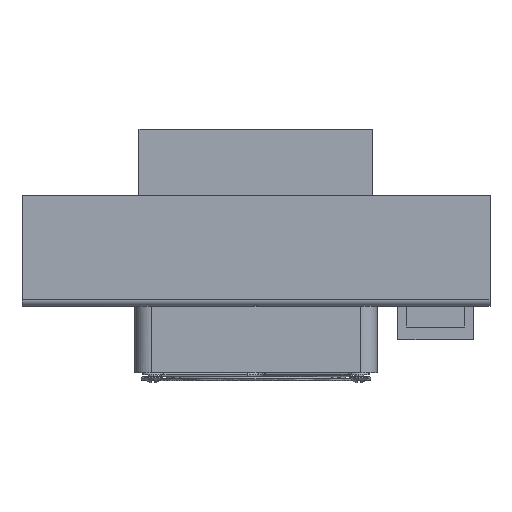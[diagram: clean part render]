
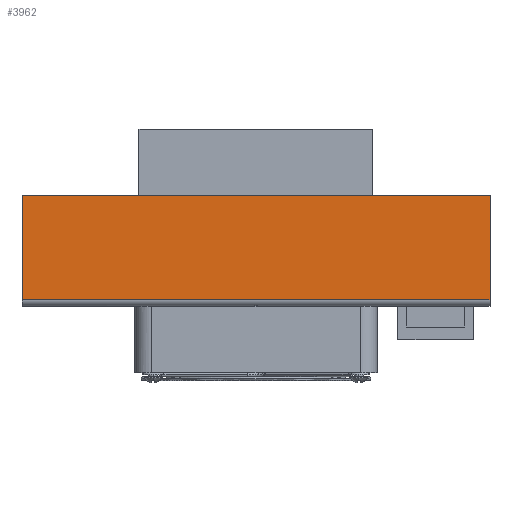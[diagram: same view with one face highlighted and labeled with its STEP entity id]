
A CAD part, left-side view. The second image highlights one B-rep face of the part: STEP entity #3962.
In plain terms, the highlighted planar face has unit normal (-1, 0, 0).
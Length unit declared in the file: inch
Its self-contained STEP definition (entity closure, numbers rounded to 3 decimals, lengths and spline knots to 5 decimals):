
#1193 = DIRECTION ( 'NONE',  ( 0., 1., 0. ) ) ;
#1476 = CARTESIAN_POINT ( 'NONE',  ( -66.20563, -129.22741, -20.94687 ) ) ;
#1643 = EDGE_CURVE ( 'NONE', #14705, #3581, #14532, .T. ) ;
#1766 = ORIENTED_EDGE ( 'NONE', *, *, #15534, .F. ) ;
#1780 = VERTEX_POINT ( 'NONE', #11252 ) ;
#1871 = VECTOR ( 'NONE', #8302, 39.37008 ) ;
#3042 = CARTESIAN_POINT ( 'NONE',  ( -66.20563, 48.57259, -21.89812 ) ) ;
#3294 = CARTESIAN_POINT ( 'NONE',  ( -66.20563, 48.57259, -63.80937 ) ) ;
#3343 = DIRECTION ( 'NONE',  ( 0., 1., 0. ) ) ;
#3581 = VERTEX_POINT ( 'NONE', #8887 ) ;
#3612 = EDGE_CURVE ( 'NONE', #5907, #1780, #10201, .T. ) ;
#3953 = DIRECTION ( 'NONE',  ( 0., 0., -1. ) ) ;
#3962 = ADVANCED_FACE ( 'NONE', ( #7707 ), #12714, .T. ) ;
#5907 = VERTEX_POINT ( 'NONE', #13481 ) ;
#6483 = DIRECTION ( 'NONE',  ( -1., 0., 0. ) ) ;
#7422 = LINE ( 'NONE', #12426, #14319 ) ;
#7707 = FACE_OUTER_BOUND ( 'NONE', #12643, .T. ) ;
#8205 = ORIENTED_EDGE ( 'NONE', *, *, #1643, .T. ) ;
#8302 = DIRECTION ( 'NONE',  ( 0., 0., -1. ) ) ;
#8529 = VECTOR ( 'NONE', #3343, 39.37008 ) ;
#8887 = CARTESIAN_POINT ( 'NONE',  ( -66.20563, 48.57259, -61.42812 ) ) ;
#9258 = EDGE_CURVE ( 'NONE', #5907, #14705, #9573, .T. ) ;
#9573 = LINE ( 'NONE', #14585, #8529 ) ;
#10201 = LINE ( 'NONE', #15195, #12800 ) ;
#11252 = CARTESIAN_POINT ( 'NONE',  ( -66.20563, -129.22741, -61.42812 ) ) ;
#11488 = DIRECTION ( 'NONE',  ( 0., 0., 1. ) ) ;
#11570 = ORIENTED_EDGE ( 'NONE', *, *, #3612, .F. ) ;
#12426 = CARTESIAN_POINT ( 'NONE',  ( -66.20563, -129.22741, -61.42812 ) ) ;
#12643 = EDGE_LOOP ( 'NONE', ( #1766, #11570, #14928, #8205 ) ) ;
#12714 = PLANE ( 'NONE',  #14354 ) ;
#12800 = VECTOR ( 'NONE', #3953, 39.37008 ) ;
#13481 = CARTESIAN_POINT ( 'NONE',  ( -66.20563, -129.22741, -21.89812 ) ) ;
#14319 = VECTOR ( 'NONE', #1193, 39.37008 ) ;
#14354 = AXIS2_PLACEMENT_3D ( 'NONE', #1476, #6483, #11488 ) ;
#14532 = LINE ( 'NONE', #3294, #1871 ) ;
#14585 = CARTESIAN_POINT ( 'NONE',  ( -66.20563, -129.22741, -21.89812 ) ) ;
#14705 = VERTEX_POINT ( 'NONE', #3042 ) ;
#14928 = ORIENTED_EDGE ( 'NONE', *, *, #9258, .T. ) ;
#15195 = CARTESIAN_POINT ( 'NONE',  ( -66.20563, -129.22741, -34.44062 ) ) ;
#15534 = EDGE_CURVE ( 'NONE', #1780, #3581, #7422, .T. ) ;
